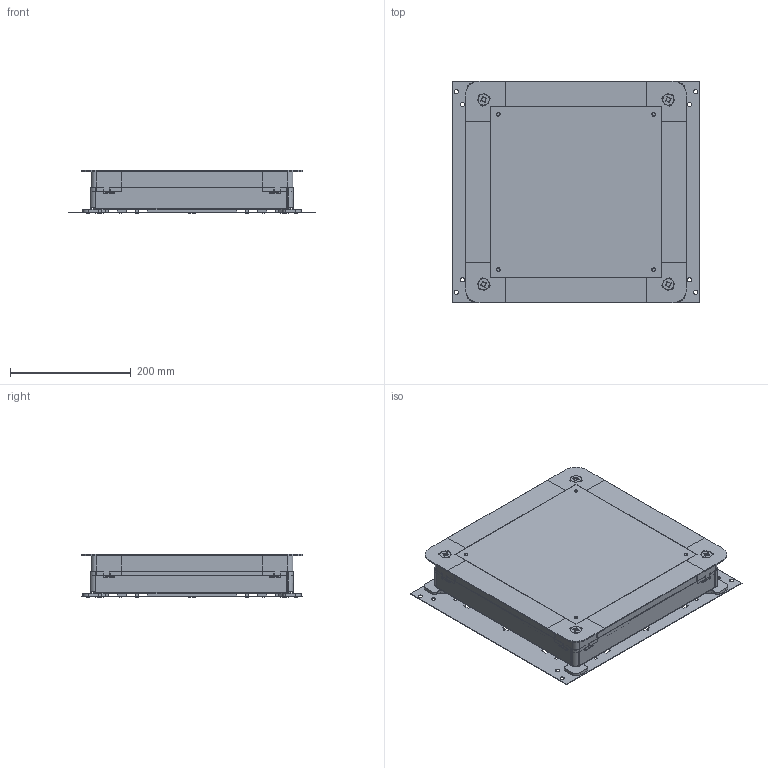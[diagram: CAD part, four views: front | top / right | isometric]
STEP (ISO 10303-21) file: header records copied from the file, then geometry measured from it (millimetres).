
FILE_DESCRIPTION (( 'STEP AP214' ), '1' );
FILE_NAME ('7410030.STEP', '2019-12-02T08:20:45', ( '' ), ( '' ), 'SwSTEP 2.0', 'SolidWorks 2018', '' );
FILE_SCHEMA (( 'AUTOMOTIVE_DESIGN' ));
Length unit declared in the file: millimetre
Products named in the file (15): 001065_250 er Dose; 001070_Standard; 001069_Mit  Tasche f〉 Fallblech; 001071_35104101 L=68 mm; P_001507T2_1_mit Montageschutzdeckel; 001172_Schieber ge”ffnet; 001507T1_H = 70 -125; 43514A_Standard; 43226B_Standard; 001290_Modifizierung (kleiner) 08100-001290; 7410030; 53001BU_Standard; 001067_Standard; 001286_Standard; 001068_Standard
Assembly tree (38 placements, depth 4):
  7410030
    001507T1_H = 70 -125
      001290_Modifizierung (kleiner) 08100-001290
      001172_Schieber ge”ffnet  x4
        001070_Standard
        001067_Standard
      43226B_Standard  x4
    P_001507T2_1_mit Montageschutzdeckel
      001069_Mit  Tasche f〉 Fallblech  x4
      001065_250 er Dose  x4
      43514A_Standard
      53001BU_Standard  x4
      001286_Standard  x4
      001071_35104101 L=68 mm  x4
      001068_Standard  x4
Bounding box: 410 x 367 x 71.5 mm (x, y, z)
Volume: 781626.7 mm3; surface area: 1109347.9 mm2
Topology: 38 solids, 38 shells, 2275 faces, 6301 edges, 4094 vertices
Faces by surface type: plane 1704, cylinder 487, cone 60, torus 16, bspline 8
Entity records: 27153 total; most frequent: CARTESIAN_POINT 4452, ORIENTED_EDGE 4290, DIRECTION 4204, EDGE_CURVE 2145, VECTOR 1672, LINE 1672, VERTEX_POINT 1406, AXIS2_PLACEMENT_3D 1266
